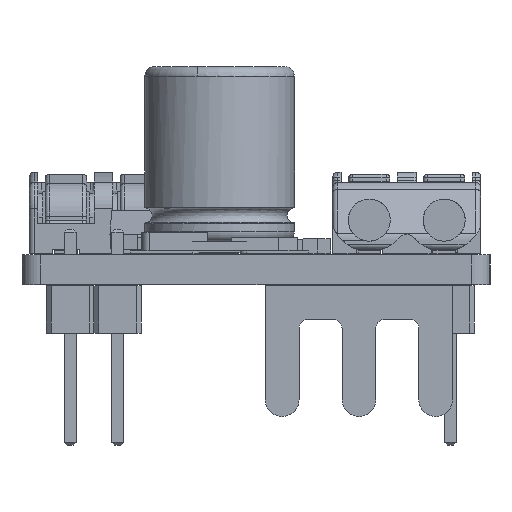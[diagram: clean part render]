
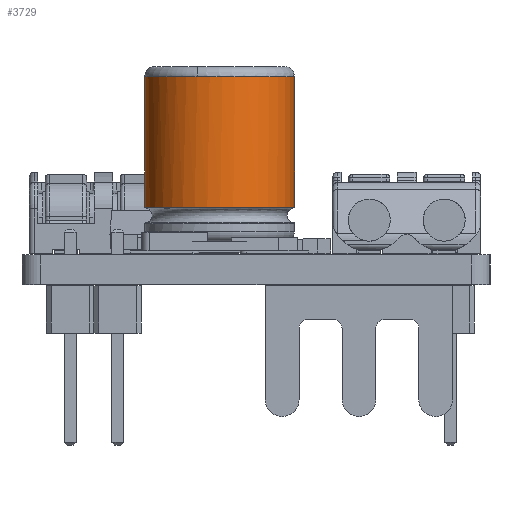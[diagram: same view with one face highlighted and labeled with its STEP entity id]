
A CAD part, left-side view. The second image highlights one B-rep face of the part: STEP entity #3729.
In plain terms, the highlighted cylindrical face has radius 4 mm (diameter 8 mm), a full revolution.
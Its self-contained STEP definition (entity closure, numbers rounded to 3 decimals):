
#3395 = VERTEX_POINT('',#3396);
#3396 = CARTESIAN_POINT('',(-4.,0.,2.488));
#3402 = EDGE_CURVE('',#3395,#3395,#3403,.T.);
#3403 = ( BOUNDED_CURVE() B_SPLINE_CURVE(13,(#3404,#3405,#3406,#3407,
    #3408,#3409,#3410,#3411,#3412,#3413,#3414,#3415,#3416,#3417),
.UNSPECIFIED.,.T.,.F.) B_SPLINE_CURVE_WITH_KNOTS((1,13,13,1),(
    -25.133,0.,25.133,50.265),
.UNSPECIFIED.) CURVE() GEOMETRIC_REPRESENTATION_ITEM() 
RATIONAL_B_SPLINE_CURVE((1.,1.,1.,1.,
    1.,1.,1.,1.,
    1.,1.,1.,1.,1.,1.)) 
REPRESENTATION_ITEM('') );
#3404 = CARTESIAN_POINT('',(-4.,0.,2.488));
#3405 = CARTESIAN_POINT('',(-4.,1.905,
    2.488));
#3406 = CARTESIAN_POINT('',(-3.015,3.855,
    2.488));
#3407 = CARTESIAN_POINT('',(-0.989,5.248,2.488
    ));
#3408 = CARTESIAN_POINT('',(1.8,5.462,2.488
    ));
#3409 = CARTESIAN_POINT('',(4.209,3.977,2.488
    ));
#3410 = CARTESIAN_POINT('',(5.976,1.808,2.488
    ));
#3411 = CARTESIAN_POINT('',(5.976,-1.808,
    2.488));
#3412 = CARTESIAN_POINT('',(4.209,-3.977,
    2.488));
#3413 = CARTESIAN_POINT('',(1.8,-5.462,
    2.488));
#3414 = CARTESIAN_POINT('',(-0.989,-5.248,
    2.488));
#3415 = CARTESIAN_POINT('',(-3.015,-3.855,2.488
    ));
#3416 = CARTESIAN_POINT('',(-4.,-1.905,2.488));
#3417 = CARTESIAN_POINT('',(-4.,0.,2.488));
#3729 = ADVANCED_FACE('',(#3730),#3776,.T.);
#3730 = FACE_BOUND('',#3731,.T.);
#3731 = EDGE_LOOP('',(#3732,#3733,#3741,#3750,#3759,#3768,#3775));
#3732 = ORIENTED_EDGE('',*,*,#3402,.F.);
#3733 = ORIENTED_EDGE('',*,*,#3734,.T.);
#3734 = EDGE_CURVE('',#3395,#3735,#3737,.T.);
#3735 = VERTEX_POINT('',#3736);
#3736 = CARTESIAN_POINT('',(-4.,0.,9.467));
#3737 = LINE('',#3738,#3739);
#3738 = CARTESIAN_POINT('',(-4.,0.,2.45));
#3739 = VECTOR('',#3740,1.);
#3740 = DIRECTION('',(0.,0.,1.));
#3741 = ORIENTED_EDGE('',*,*,#3742,.T.);
#3742 = EDGE_CURVE('',#3735,#3743,#3745,.T.);
#3743 = VERTEX_POINT('',#3744);
#3744 = CARTESIAN_POINT('',(1.2,3.816,9.467));
#3745 = CIRCLE('',#3746,4.);
#3746 = AXIS2_PLACEMENT_3D('',#3747,#3748,#3749);
#3747 = CARTESIAN_POINT('',(0.,0.,9.467));
#3748 = DIRECTION('',(0.,0.,-1.));
#3749 = DIRECTION('',(-1.,0.,0.));
#3750 = ORIENTED_EDGE('',*,*,#3751,.T.);
#3751 = EDGE_CURVE('',#3743,#3752,#3754,.T.);
#3752 = VERTEX_POINT('',#3753);
#3753 = CARTESIAN_POINT('',(4.,0.,9.467));
#3754 = CIRCLE('',#3755,4.);
#3755 = AXIS2_PLACEMENT_3D('',#3756,#3757,#3758);
#3756 = CARTESIAN_POINT('',(0.,0.,9.467));
#3757 = DIRECTION('',(0.,0.,-1.));
#3758 = DIRECTION('',(-1.,0.,0.));
#3759 = ORIENTED_EDGE('',*,*,#3760,.T.);
#3760 = EDGE_CURVE('',#3752,#3761,#3763,.T.);
#3761 = VERTEX_POINT('',#3762);
#3762 = CARTESIAN_POINT('',(1.2,-3.816,9.467));
#3763 = CIRCLE('',#3764,4.);
#3764 = AXIS2_PLACEMENT_3D('',#3765,#3766,#3767);
#3765 = CARTESIAN_POINT('',(0.,0.,9.467));
#3766 = DIRECTION('',(0.,0.,-1.));
#3767 = DIRECTION('',(-1.,0.,0.));
#3768 = ORIENTED_EDGE('',*,*,#3769,.T.);
#3769 = EDGE_CURVE('',#3761,#3735,#3770,.T.);
#3770 = CIRCLE('',#3771,4.);
#3771 = AXIS2_PLACEMENT_3D('',#3772,#3773,#3774);
#3772 = CARTESIAN_POINT('',(0.,0.,9.467));
#3773 = DIRECTION('',(0.,0.,-1.));
#3774 = DIRECTION('',(-1.,0.,0.));
#3775 = ORIENTED_EDGE('',*,*,#3734,.F.);
#3776 = CYLINDRICAL_SURFACE('',#3777,4.);
#3777 = AXIS2_PLACEMENT_3D('',#3778,#3779,#3780);
#3778 = CARTESIAN_POINT('',(0.,0.,2.45));
#3779 = DIRECTION('',(0.,0.,1.));
#3780 = DIRECTION('',(-1.,0.,0.));
